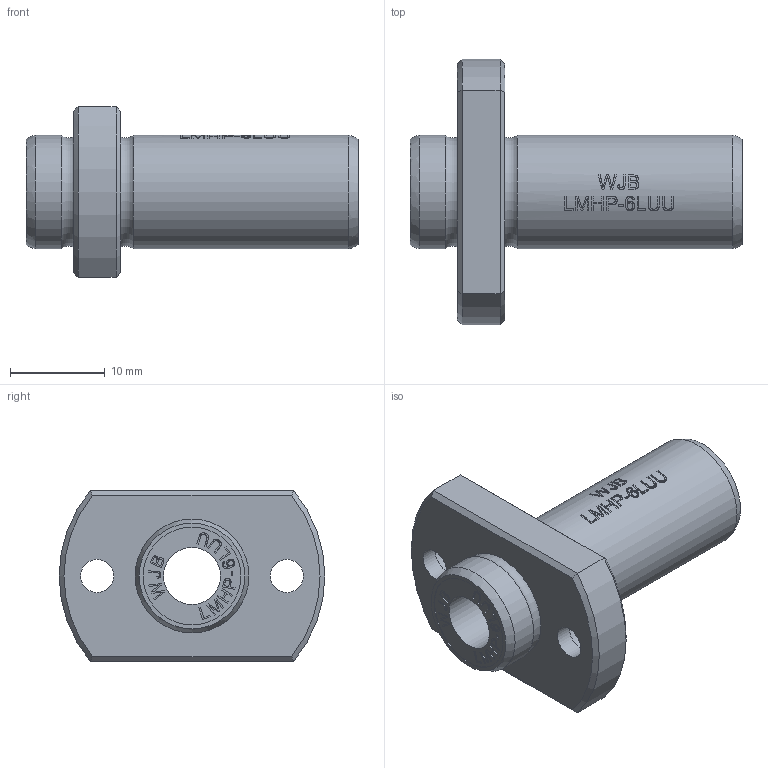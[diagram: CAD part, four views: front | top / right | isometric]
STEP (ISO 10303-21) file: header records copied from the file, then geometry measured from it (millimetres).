
FILE_DESCRIPTION(/* description */ (''),/* implementation_level */ '2;1');
FILE_NAME(/* name */ 'WJB-LMHP-6LUU-2.stp',/* time_stamp */ '2019-01-26T19:35:23+08:00',/* author */ (''),/* organization */ (''),/* preprocessor_version */ 'ST-DEVELOPER v11',/* originating_system */ 'SIEMENS UGS NX 6.0',/* authorisation */ '');
FILE_SCHEMA (('AUTOMOTIVE_DESIGN { 1 0 10303 214 1 1 1 1 }'));
Length unit declared in the file: millimetre
Products named in the file (1): ROCK97E1xqde
Bounding box: 35 x 28 x 18 mm (x, y, z)
Volume: 4452.7 mm3; surface area: 3167.5 mm2
Topology: 1 solids, 1 shells, 366 faces, 922 edges, 612 vertices
Faces by surface type: plane 235, extrusion 96, cylinder 27, cone 4, bspline 2, torus 2
Full cylindrical faces by diameter (mm): 3.5 x2, 6 x3, 10.3 x2, 12 x2
Entity records: 13864 total; most frequent: CARTESIAN_POINT 5421, ORIENTED_EDGE 1810, DIRECTION 1423, EDGE_CURVE 905, VECTOR 697, VERTEX_POINT 608, LINE 601, EDGE_LOOP 439
